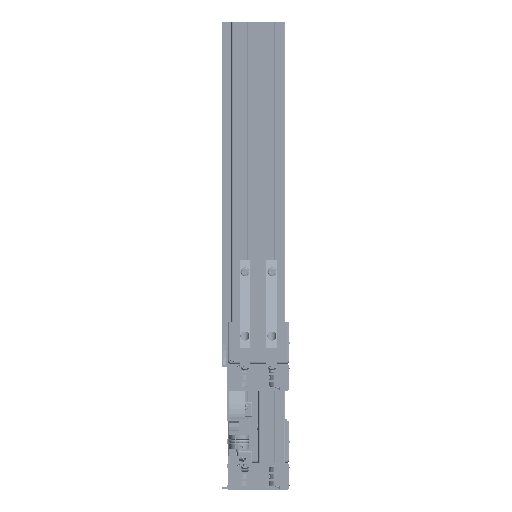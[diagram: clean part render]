
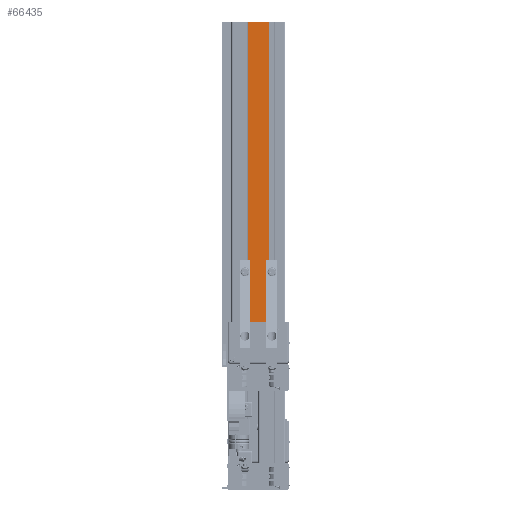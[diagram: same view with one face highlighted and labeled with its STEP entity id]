
A CAD part, left-side view. The second image highlights one B-rep face of the part: STEP entity #66435.
In plain terms, the highlighted planar face has unit normal (-1, 0, 0).
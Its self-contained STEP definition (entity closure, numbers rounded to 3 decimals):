
#4655=PLANE('',#73046);
#7121=FACE_OUTER_BOUND('',#10893,.T.);
#10893=EDGE_LOOP('',(#50314,#50315,#50316,#50317));
#15619=LINE('',#104012,#21689);
#15718=LINE('',#104287,#21788);
#15719=LINE('',#104290,#21789);
#15720=LINE('',#104291,#21790);
#21689=VECTOR('',#83359,10.);
#21788=VECTOR('',#83608,10.);
#21789=VECTOR('',#83611,10.);
#21790=VECTOR('',#83612,10.);
#30871=VERTEX_POINT('',#104009);
#30872=VERTEX_POINT('',#104011);
#30973=VERTEX_POINT('',#104285);
#30974=VERTEX_POINT('',#104289);
#38055=EDGE_CURVE('',#30872,#30871,#15619,.T.);
#38193=EDGE_CURVE('',#30871,#30973,#15718,.T.);
#38194=EDGE_CURVE('',#30973,#30974,#15719,.T.);
#38195=EDGE_CURVE('',#30872,#30974,#15720,.T.);
#50314=ORIENTED_EDGE('',*,*,#38194,.T.);
#50315=ORIENTED_EDGE('',*,*,#38195,.F.);
#50316=ORIENTED_EDGE('',*,*,#38055,.T.);
#50317=ORIENTED_EDGE('',*,*,#38193,.T.);
#66435=ADVANCED_FACE('',(#7121),#4655,.T.);
#73046=AXIS2_PLACEMENT_3D('',#104288,#83609,#83610);
#83359=DIRECTION('',(0.,-1.,0.));
#83608=DIRECTION('',(0.,0.,1.));
#83609=DIRECTION('center_axis',(-1.,0.,0.));
#83610=DIRECTION('ref_axis',(0.,0.,1.));
#83611=DIRECTION('',(0.,1.,0.));
#83612=DIRECTION('',(0.,0.,1.));
#104009=CARTESIAN_POINT('',(-22.5,-18.1,-250.));
#104011=CARTESIAN_POINT('',(-22.5,18.1,-250.));
#104012=CARTESIAN_POINT('',(-22.5,18.1,-250.));
#104285=CARTESIAN_POINT('',(-22.5,-18.1,250.));
#104287=CARTESIAN_POINT('',(-22.5,-18.1,0.));
#104288=CARTESIAN_POINT('Origin',(-22.5,-18.1,0.));
#104289=CARTESIAN_POINT('',(-22.5,18.1,250.));
#104290=CARTESIAN_POINT('',(-22.5,18.1,250.));
#104291=CARTESIAN_POINT('',(-22.5,18.1,0.));
